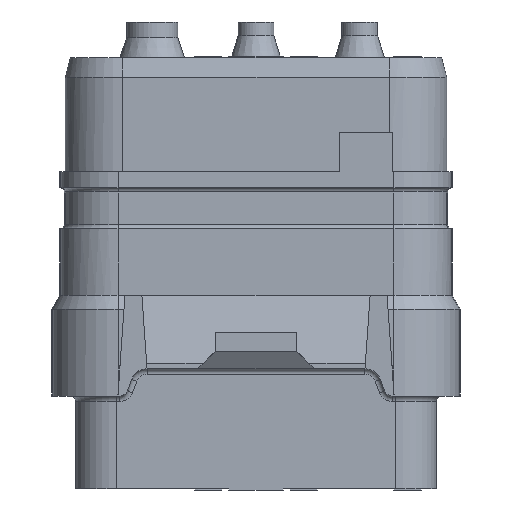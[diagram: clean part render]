
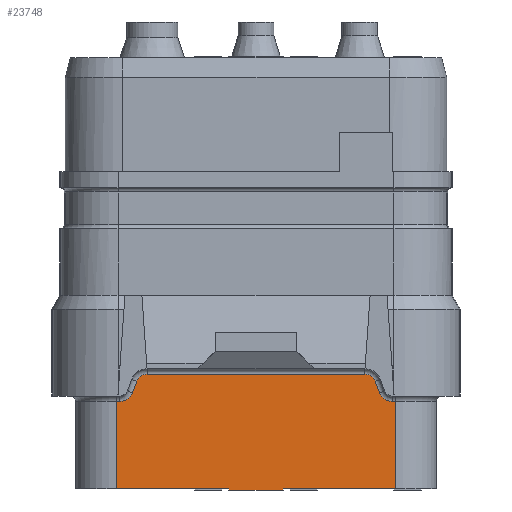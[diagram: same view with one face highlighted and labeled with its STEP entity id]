
A CAD part, front view. The second image highlights one B-rep face of the part: STEP entity #23748.
In plain terms, the highlighted planar face has unit normal (0, -1, 0).
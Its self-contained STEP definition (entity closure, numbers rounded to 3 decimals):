
#1664=DIRECTION('',(0.,0.,-1.));
#1665=VECTOR('',#1664,0.05);
#1666=CARTESIAN_POINT('',(1.,-5.725,-11.63));
#1667=LINE('',#1666,#1665);
#1668=DIRECTION('',(0.,0.,1.));
#1669=VECTOR('',#1668,3.2);
#1670=CARTESIAN_POINT('',(-5.125,-5.725,-11.63));
#1671=LINE('',#1670,#1669);
#1672=DIRECTION('',(-1.,0.,0.));
#1673=VECTOR('',#1672,0.125);
#1674=CARTESIAN_POINT('',(-5.,-5.725,-8.43));
#1675=LINE('',#1674,#1673);
#1676=CARTESIAN_POINT('',(-5.,-5.725,-7.93));
#1677=DIRECTION('',(0.,1.,0.));
#1678=DIRECTION('',(0.935,0.,-0.354));
#1679=AXIS2_PLACEMENT_3D('',#1676,#1677,#1678);
#1681=DIRECTION('',(-0.354,0.,-0.935));
#1682=VECTOR('',#1681,0.447);
#1683=CARTESIAN_POINT('',(-4.374,-5.725,-7.689));
#1684=LINE('',#1683,#1682);
#1685=CARTESIAN_POINT('',(-4.,-5.725,-7.83));
#1686=DIRECTION('',(0.,-1.,0.));
#1687=DIRECTION('',(0.,0.,1.));
#1688=AXIS2_PLACEMENT_3D('',#1685,#1686,#1687);
#1690=DIRECTION('',(-1.,0.,0.));
#1691=VECTOR('',#1690,8.);
#1692=CARTESIAN_POINT('',(4.,-5.725,-7.43));
#1693=LINE('',#1692,#1691);
#1694=CARTESIAN_POINT('',(4.,-5.725,-7.83));
#1695=DIRECTION('',(0.,-1.,0.));
#1696=DIRECTION('',(0.935,0.,0.354));
#1697=AXIS2_PLACEMENT_3D('',#1694,#1695,#1696);
#1699=DIRECTION('',(-0.354,0.,0.935));
#1700=VECTOR('',#1699,0.447);
#1701=CARTESIAN_POINT('',(4.532,-5.725,-8.107));
#1702=LINE('',#1701,#1700);
#1703=CARTESIAN_POINT('',(5.,-5.725,-7.93));
#1704=DIRECTION('',(0.,1.,0.));
#1705=DIRECTION('',(0.,0.,-1.));
#1706=AXIS2_PLACEMENT_3D('',#1703,#1704,#1705);
#1708=DIRECTION('',(-1.,0.,0.));
#1709=VECTOR('',#1708,0.125);
#1710=CARTESIAN_POINT('',(5.125,-5.725,-8.43));
#1711=LINE('',#1710,#1709);
#1724=DIRECTION('',(1.,0.,0.));
#1725=VECTOR('',#1724,4.125);
#1726=CARTESIAN_POINT('',(1.,-5.725,-11.63));
#1727=LINE('',#1726,#1725);
#1760=DIRECTION('',(1.,0.,0.));
#1761=VECTOR('',#1760,4.125);
#1762=CARTESIAN_POINT('',(-5.125,-5.725,-11.63));
#1763=LINE('',#1762,#1761);
#2910=DIRECTION('',(0.,0.,-1.));
#2911=VECTOR('',#2910,0.05);
#2912=CARTESIAN_POINT('',(-1.,-5.725,-11.63));
#2913=LINE('',#2912,#2911);
#2914=DIRECTION('',(-1.,0.,0.));
#2915=VECTOR('',#2914,2.);
#2916=CARTESIAN_POINT('',(1.,-5.725,-11.68));
#2917=LINE('',#2916,#2915);
#2943=DIRECTION('',(0.,0.,1.));
#2944=VECTOR('',#2943,3.2);
#2945=CARTESIAN_POINT('',(5.125,-5.725,-11.63));
#2946=LINE('',#2945,#2944);
#18341=CARTESIAN_POINT('',(5.125,-5.725,-11.63));
#18342=VERTEX_POINT('',#18341);
#18343=CARTESIAN_POINT('',(-5.125,-5.725,-11.63));
#18344=VERTEX_POINT('',#18343);
#18353=CARTESIAN_POINT('',(-5.,-5.725,-8.43));
#18354=CARTESIAN_POINT('',(-5.125,-5.725,-8.43));
#18355=VERTEX_POINT('',#18353);
#18356=VERTEX_POINT('',#18354);
#18359=CARTESIAN_POINT('',(-4.532,-5.725,-8.107));
#18360=VERTEX_POINT('',#18359);
#18363=CARTESIAN_POINT('',(-4.374,-5.725,-7.689));
#18364=VERTEX_POINT('',#18363);
#18367=CARTESIAN_POINT('',(-4.,-5.725,-7.43));
#18368=VERTEX_POINT('',#18367);
#18371=CARTESIAN_POINT('',(4.,-5.725,-7.43));
#18372=VERTEX_POINT('',#18371);
#18375=CARTESIAN_POINT('',(4.374,-5.725,-7.689));
#18376=VERTEX_POINT('',#18375);
#18379=CARTESIAN_POINT('',(4.532,-5.725,-8.107));
#18380=VERTEX_POINT('',#18379);
#18383=CARTESIAN_POINT('',(5.,-5.725,-8.43));
#18384=VERTEX_POINT('',#18383);
#18387=CARTESIAN_POINT('',(5.125,-5.725,-8.43));
#18388=VERTEX_POINT('',#18387);
#20485=CARTESIAN_POINT('',(1.,-5.725,-11.68));
#20486=CARTESIAN_POINT('',(-1.,-5.725,-11.68));
#20487=VERTEX_POINT('',#20485);
#20488=VERTEX_POINT('',#20486);
#21171=CARTESIAN_POINT('',(-1.,-5.725,-11.63));
#21173=VERTEX_POINT('',#21171);
#21177=CARTESIAN_POINT('',(1.,-5.725,-11.63));
#21178=VERTEX_POINT('',#21177);
#23717=CARTESIAN_POINT('',(-5.125,-5.725,-11.63));
#23718=DIRECTION('',(0.,1.,0.));
#23719=DIRECTION('',(1.,0.,0.));
#23720=AXIS2_PLACEMENT_3D('',#23717,#23718,#23719);
#23721=PLANE('',#23720);
#23723=ORIENTED_EDGE('',*,*,#23722,.F.);
#23725=ORIENTED_EDGE('',*,*,#23724,.T.);
#23727=ORIENTED_EDGE('',*,*,#23726,.T.);
#23729=ORIENTED_EDGE('',*,*,#23728,.F.);
#23731=ORIENTED_EDGE('',*,*,#23730,.F.);
#23732=ORIENTED_EDGE('',*,*,#23709,.T.);
#23733=ORIENTED_EDGE('',*,*,#23016,.F.);
#23734=ORIENTED_EDGE('',*,*,#23031,.F.);
#23736=ORIENTED_EDGE('',*,*,#23735,.F.);
#23737=ORIENTED_EDGE('',*,*,#23085,.F.);
#23738=ORIENTED_EDGE('',*,*,#23100,.F.);
#23739=ORIENTED_EDGE('',*,*,#23115,.F.);
#23741=ORIENTED_EDGE('',*,*,#23740,.F.);
#23742=ORIENTED_EDGE('',*,*,#23169,.F.);
#23743=ORIENTED_EDGE('',*,*,#23184,.F.);
#23745=ORIENTED_EDGE('',*,*,#23744,.F.);
#23746=EDGE_LOOP('',(#23723,#23725,#23727,#23729,#23731,#23732,#23733,#23734,
#23736,#23737,#23738,#23739,#23741,#23742,#23743,#23745));
#23747=FACE_OUTER_BOUND('',#23746,.F.);
#23748=ADVANCED_FACE('',(#23747),#23721,.F.);
#1680=CIRCLE('',#1679,0.5);
#1689=CIRCLE('',#1688,0.4);
#1698=CIRCLE('',#1697,0.4);
#1707=CIRCLE('',#1706,0.5);
#23016=EDGE_CURVE('',#18355,#18356,#1675,.T.);
#23031=EDGE_CURVE('',#18360,#18355,#1680,.T.);
#23085=EDGE_CURVE('',#18368,#18364,#1689,.T.);
#23100=EDGE_CURVE('',#18372,#18368,#1693,.T.);
#23115=EDGE_CURVE('',#18376,#18372,#1698,.T.);
#23169=EDGE_CURVE('',#18384,#18380,#1707,.T.);
#23184=EDGE_CURVE('',#18388,#18384,#1711,.T.);
#23709=EDGE_CURVE('',#18344,#18356,#1671,.T.);
#23722=EDGE_CURVE('',#21178,#18342,#1727,.T.);
#23724=EDGE_CURVE('',#21178,#20487,#1667,.T.);
#23726=EDGE_CURVE('',#20487,#20488,#2917,.T.);
#23728=EDGE_CURVE('',#21173,#20488,#2913,.T.);
#23730=EDGE_CURVE('',#18344,#21173,#1763,.T.);
#23735=EDGE_CURVE('',#18364,#18360,#1684,.T.);
#23740=EDGE_CURVE('',#18380,#18376,#1702,.T.);
#23744=EDGE_CURVE('',#18342,#18388,#2946,.T.);
